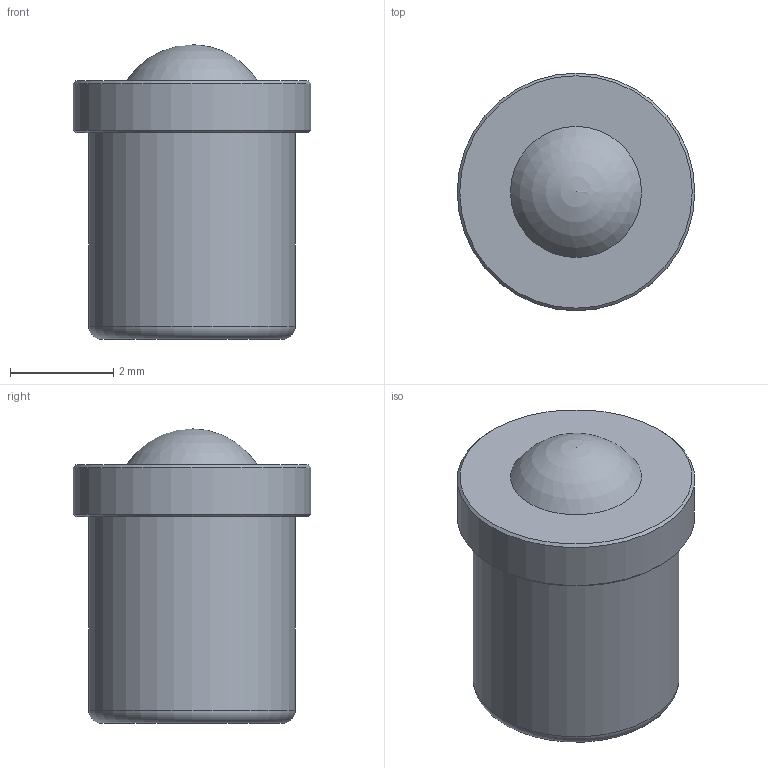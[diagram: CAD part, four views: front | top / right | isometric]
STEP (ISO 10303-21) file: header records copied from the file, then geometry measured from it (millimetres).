
FILE_DESCRIPTION( ( 'Unknown' ), '1' );
FILE_NAME( '7747005_APL_4_P.stp', 'Unknown', ( 'Unknown' ), ( 'Unknown' ), 'PSStep 14.0', 'Unknown', ' ' );
FILE_SCHEMA( ( 'AUTOMOTIVE_DESIGN { 1 0 10303 214 1 1 1 1 }' ) );
Length unit declared in the file: millimetre
Products named in the file (1): 1
Bounding box: 4.6 x 4.6 x 5.7 mm (x, y, z)
Volume: 68.6 mm3; surface area: 97.3 mm2
Topology: 1 solids, 1 shells, 9 faces, 16 edges, 10 vertices
Faces by surface type: plane 3, cone 2, cylinder 2, sphere 1, torus 1
Full cylindrical faces by diameter (mm): 4 x1, 4.6 x1
Entity records: 262 total; most frequent: DIRECTION 36, CARTESIAN_POINT 26, AXIS2_PLACEMENT_3D 18, EDGE_LOOP 16, ORIENTED_EDGE 16, FACE_OUTER_BOUND 12, STYLED_ITEM 9, PRESENTATION_STYLE_ASSIGNMENT 9
